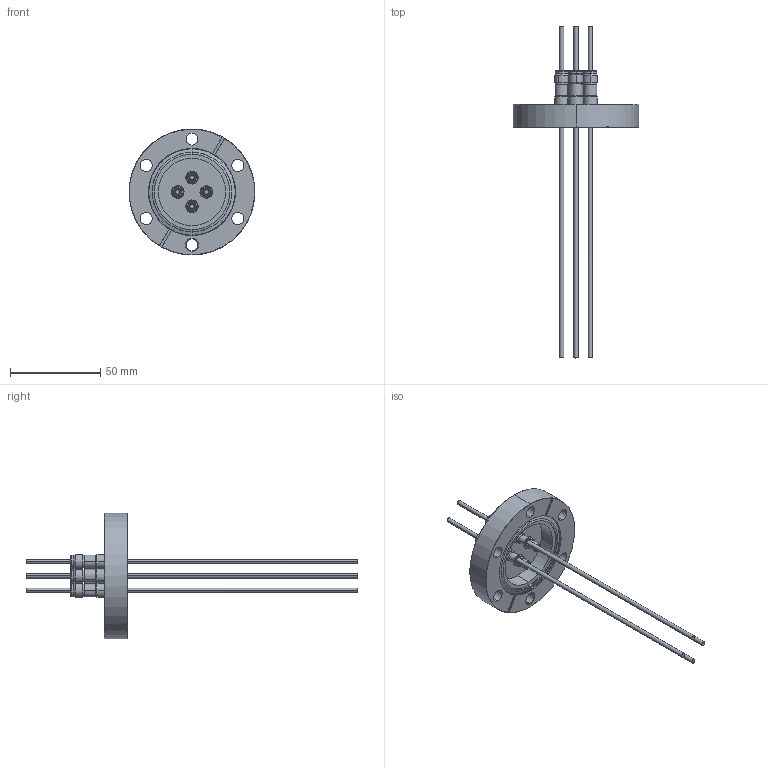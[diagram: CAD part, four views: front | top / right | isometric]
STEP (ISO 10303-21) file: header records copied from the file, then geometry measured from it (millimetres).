
FILE_DESCRIPTION (( 'STEP AP203' ), '1' );
FILE_NAME ('A0280-2-CF.STEP', '2013-05-28T12:27:22', ( '' ), ( '' ), 'SwSTEP 2.0', 'SolidWorks 2012', '' );
FILE_SCHEMA (( 'CONFIG_CONTROL_DESIGN' ));
Length unit declared in the file: inch
Products named in the file (1): A0280-2-CF
Bounding box: 69.85 x 184.15 x 69.85 mm (x, y, z)
Volume: 40993.1 mm3; surface area: 22743 mm2
Topology: 1 solids, 5 shells, 289 faces, 632 edges, 387 vertices
Faces by surface type: cylinder 150, cone 55, plane 52, torus 32
Entity records: 8126 total; most frequent: DIRECTION 1617, CARTESIAN_POINT 1321, ORIENTED_EDGE 1264, AXIS2_PLACEMENT_3D 699, EDGE_CURVE 632, CIRCLE 409, VERTEX_POINT 387, EDGE_LOOP 343
